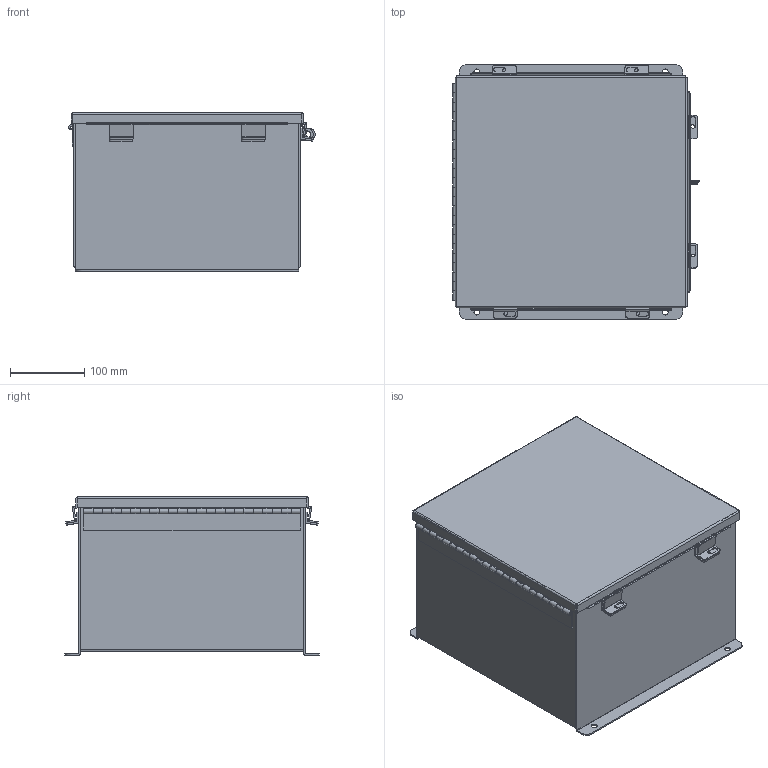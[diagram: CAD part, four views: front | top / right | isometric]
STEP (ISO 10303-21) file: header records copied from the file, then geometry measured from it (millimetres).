
FILE_DESCRIPTION (( 'STEP AP203' ), '1' );
FILE_NAME ('N121208CHNFSS6WP.STEP', '2014-03-04T21:44:34', ( 'changeme' ), ( 'Microsoft' ), 'SwSTEP 2.0', 'SolidWorks 2013', '' );
FILE_SCHEMA (( 'CONFIG_CONTROL_DESIGN' ));
Length unit declared in the file: inch
Products named in the file (15): N121208CHNFSS6WP JIC_Cover_Template; N121208CHNFSS6WP JIC Enclosure Template; N121208CHNFSS6WP JIC Bottom; N121208CHNFSS6WP JIC_Standoff; N121208CHNFSS6WP; HW-CLH-JH-20104; N121208CHNFSS6WP HW-CD-S-25020-034; N121208CHNFSS6WP JIC Clamp Bracket; N121208CHNFSS6WP JIC Backpanel; N121208CHNFSS6WP JIC Cover Clamp; N121208CHNFSS6WP Hinge Cover Side JIC; N121208CHNFSS6WP _JIC Hinge; HW-CLH-JH-20154; N121208CHNFSS6WP JIC Top; N121208CHNFSS6WP Hinge Body Side
Assembly tree (28 placements, depth 3):
  N121208CHNFSS6WP
    N121208CHNFSS6WP JIC Enclosure Template
    N121208CHNFSS6WP _JIC Hinge
      N121208CHNFSS6WP Hinge Body Side
      N121208CHNFSS6WP Hinge Cover Side JIC
    N121208CHNFSS6WP JIC_Cover_Template
    N121208CHNFSS6WP JIC_Standoff  x4
    N121208CHNFSS6WP JIC Backpanel
    N121208CHNFSS6WP JIC Clamp Bracket  x6
    N121208CHNFSS6WP JIC Cover Clamp  x6
    N121208CHNFSS6WP JIC Top
    N121208CHNFSS6WP JIC Bottom
    N121208CHNFSS6WP HW-CD-S-25020-034  x2
    HW-CLH-JH-20154
    HW-CLH-JH-20104
Bounding box: 332.02 x 342.28 x 213.1 mm (x, y, z)
Volume: 1097427.1 mm3; surface area: 1176542.1 mm2
Topology: 27 solids, 27 shells, 794 faces, 1859 edges, 1125 vertices
Faces by surface type: plane 499, cylinder 275, bspline 8, torus 8, cone 4
Entity records: 17787 total; most frequent: CARTESIAN_POINT 3062, DIRECTION 2760, ORIENTED_EDGE 2578, EDGE_CURVE 1289, AXIS2_PLACEMENT_3D 933, LINE 894, VECTOR 894, VERTEX_POINT 787
